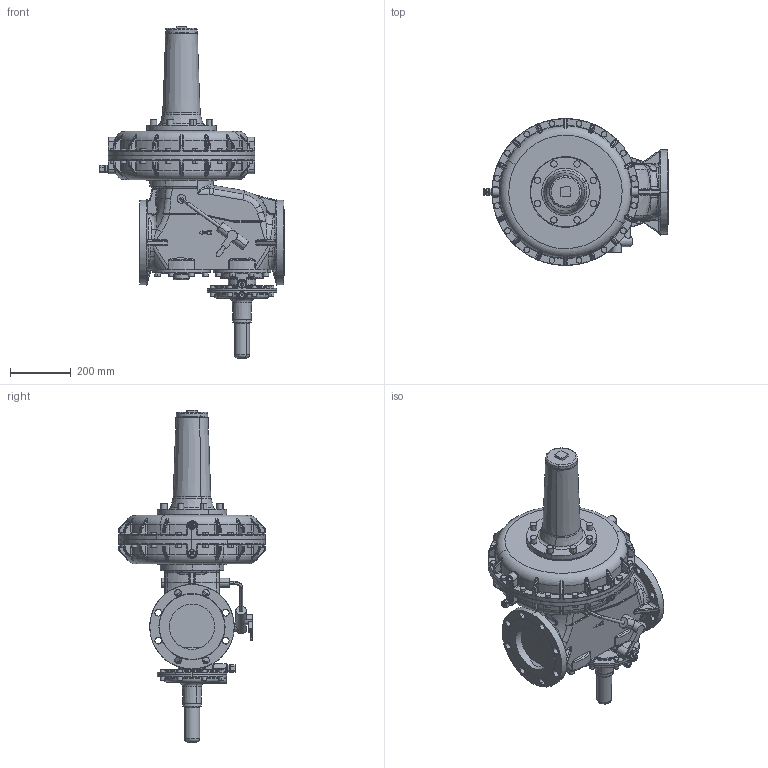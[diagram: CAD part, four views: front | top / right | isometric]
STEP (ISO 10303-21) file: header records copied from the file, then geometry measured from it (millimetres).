
FILE_DESCRIPTION(('CATIA V5 STEP Exchange'),'2;1');
FILE_NAME('RS250 DN150 485 links ANSI.stp','2023-04-28T07:40:09+00:00',('none'),('none'),'CATIA Version 5-6 Release 2018 SP2','CATIA V5 STEP AP203','none');
FILE_SCHEMA(('CONFIG_CONTROL_DESIGN'));
Products named in the file (1): Product4
Assembly tree (2 placements, depth 2):
  Product4
    #57
    #122804
Bounding box: 610.3 x 485 x 1097 mm (x, y, z)
Volume: 54645128.8 mm3; surface area: 1689358.9 mm2
Topology: 3 solids, 35 shells, 2586 faces, 6237 edges, 3643 vertices
Faces by surface type: cylinder 968, bspline 548, torus 462, plane 406, cone 132, revolution 52, sphere 14, extrusion 4
Entity records: 124921 total; most frequent: CARTESIAN_POINT 75640, ORIENTED_EDGE 12084, DIRECTION 6290, EDGE_CURVE 6042, VERTEX_POINT 3643, AXIS2_PLACEMENT_3D 3555, EDGE_LOOP 2751, ADVANCED_FACE 2586
